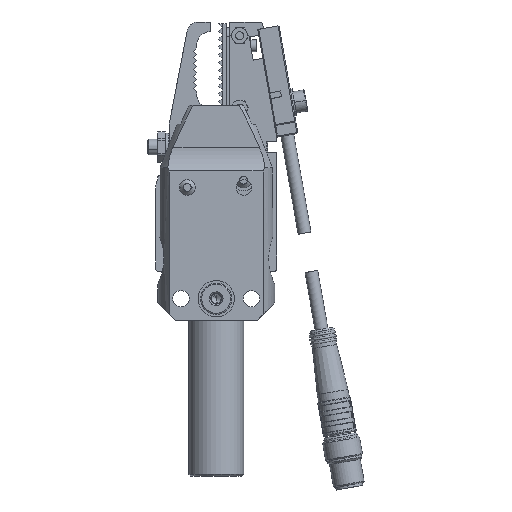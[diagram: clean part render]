
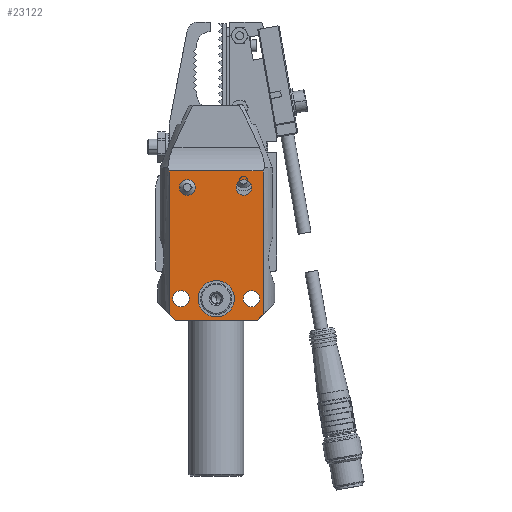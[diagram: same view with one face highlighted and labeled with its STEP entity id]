
A CAD part, front view. The second image highlights one B-rep face of the part: STEP entity #23122.
In plain terms, the highlighted face is planar.
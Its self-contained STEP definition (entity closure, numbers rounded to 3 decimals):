
#3356 = CARTESIAN_POINT ( 'NONE',  ( -9., 9., 49.5 ) ) ;
#3357 = DIRECTION ( 'NONE',  ( 0., -1., 0. ) ) ;
#3358 = DIRECTION ( 'NONE',  ( 0., 0., -1. ) ) ;
#3364 = CARTESIAN_POINT ( 'NONE',  ( -9., 9., 49.5 ) ) ;
#3365 = DIRECTION ( 'NONE',  ( 0., -1., 0. ) ) ;
#3366 = DIRECTION ( 'NONE',  ( 0., 0., -1. ) ) ;
#3372 = DIRECTION ( 'NONE',  ( 0., 0., 1. ) ) ;
#3374 = CARTESIAN_POINT ( 'NONE',  ( -12., 9., 95. ) ) ;
#3378 = DIRECTION ( 'NONE',  ( 1., 0., 0. ) ) ;
#3379 = CARTESIAN_POINT ( 'NONE',  ( 15.001, 9., 55. ) ) ;
#3393 = DIRECTION ( 'NONE',  ( -0.707, 0., 0.707 ) ) ;
#3413 = CARTESIAN_POINT ( 'NONE',  ( -15., 9., 50.5 ) ) ;
#3414 = CARTESIAN_POINT ( 'NONE',  ( 15., 9., 50.5 ) ) ;
#3415 = CARTESIAN_POINT ( 'NONE',  ( 7.1, 9., 21. ) ) ;
#3416 = DIRECTION ( 'NONE',  ( 0., -1., 0. ) ) ;
#3417 = DIRECTION ( 'NONE',  ( 0., 0., -1. ) ) ;
#3418 = DIRECTION ( 'NONE',  ( -0.707, 0., -0.707 ) ) ;
#3421 = CARTESIAN_POINT ( 'NONE',  ( 9., 9., 49.5 ) ) ;
#3422 = DIRECTION ( 'NONE',  ( 0., -1., 0. ) ) ;
#3423 = DIRECTION ( 'NONE',  ( 0., 0., -1. ) ) ;
#3450 = CARTESIAN_POINT ( 'NONE',  ( 9., 9., 49.5 ) ) ;
#3451 = DIRECTION ( 'NONE',  ( 0., -1., 0. ) ) ;
#3452 = DIRECTION ( 'NONE',  ( 0., 0., -1. ) ) ;
#3493 = DIRECTION ( 'NONE',  ( 0., 0., 1. ) ) ;
#3524 = CARTESIAN_POINT ( 'NONE',  ( 12., 9., 95. ) ) ;
#3528 = CARTESIAN_POINT ( 'NONE',  ( 15.001, 9., 16.8 ) ) ;
#3529 = DIRECTION ( 'NONE',  ( -1., 0., 0. ) ) ;
#3537 = CARTESIAN_POINT ( 'NONE',  ( 0., 9., 49.5 ) ) ;
#3538 = DIRECTION ( 'NONE',  ( 0., -1., 0. ) ) ;
#3539 = DIRECTION ( 'NONE',  ( 0., 0., -1. ) ) ;
#3542 = CARTESIAN_POINT ( 'NONE',  ( -7.4, 9., 21. ) ) ;
#3543 = DIRECTION ( 'NONE',  ( 0., -1., 0. ) ) ;
#3544 = DIRECTION ( 'NONE',  ( 0., 0., -1. ) ) ;
#3925 = CARTESIAN_POINT ( 'NONE',  ( 7.1, 9., 21. ) ) ;
#3926 = DIRECTION ( 'NONE',  ( 0., -1., 0. ) ) ;
#3927 = DIRECTION ( 'NONE',  ( 0., 0., -1. ) ) ;
#7795 = CARTESIAN_POINT ( 'NONE',  ( 9., 9., 51.6 ) ) ;
#7961 = CARTESIAN_POINT ( 'NONE',  ( -12., 9., 16.8 ) ) ;
#8118 = CARTESIAN_POINT ( 'NONE',  ( 7.1, 9., 19. ) ) ;
#8222 = CARTESIAN_POINT ( 'NONE',  ( -7.4, 9., 23. ) ) ;
#8298 = CARTESIAN_POINT ( 'NONE',  ( -10.5, 9., 55. ) ) ;
#8417 = CARTESIAN_POINT ( 'NONE',  ( 12., 9., 16.8 ) ) ;
#8530 = CARTESIAN_POINT ( 'NONE',  ( -7.4, 9., 19. ) ) ;
#8666 = CARTESIAN_POINT ( 'NONE',  ( 0., 9., 44.85 ) ) ;
#8684 = CARTESIAN_POINT ( 'NONE',  ( 10.5, 9., 55. ) ) ;
#8723 = CARTESIAN_POINT ( 'NONE',  ( -9., 9., 47.4 ) ) ;
#8864 = CARTESIAN_POINT ( 'NONE',  ( 9., 9., 47.4 ) ) ;
#8913 = CARTESIAN_POINT ( 'NONE',  ( -9., 9., 51.6 ) ) ;
#8934 = CARTESIAN_POINT ( 'NONE',  ( 0., 9., 54.15 ) ) ;
#8976 = CARTESIAN_POINT ( 'NONE',  ( 12., 9., 53.5 ) ) ;
#9036 = CARTESIAN_POINT ( 'NONE',  ( 7.1, 9., 23. ) ) ;
#9090 = CARTESIAN_POINT ( 'NONE',  ( -12., 9., 53.5 ) ) ;
#18265 = CIRCLE ( 'NONE', #49210, 2.1 ) ;
#18269 = CIRCLE ( 'NONE', #49211, 2.1 ) ;
#18275 = LINE ( 'NONE', #3374, #18281 ) ;
#18280 = LINE ( 'NONE', #3379, #18284 ) ;
#18281 = VECTOR ( 'NONE', #3372, 1000. ) ;
#18284 = VECTOR ( 'NONE', #3378, 1000. ) ;
#18289 = CIRCLE ( 'NONE', #49218, 2. ) ;
#18291 = LINE ( 'NONE', #3414, #18294 ) ;
#18292 = LINE ( 'NONE', #3413, #18296 ) ;
#18293 = CIRCLE ( 'NONE', #49219, 2.1 ) ;
#18294 = VECTOR ( 'NONE', #3393, 1000. ) ;
#18296 = VECTOR ( 'NONE', #3418, 1000. ) ;
#18298 = CIRCLE ( 'NONE', #49221, 2.1 ) ;
#18322 = LINE ( 'NONE', #3524, #18328 ) ;
#18327 = LINE ( 'NONE', #3528, #18330 ) ;
#18328 = VECTOR ( 'NONE', #3493, 1000. ) ;
#18330 = VECTOR ( 'NONE', #3529, 1000. ) ;
#18331 = CIRCLE ( 'NONE', #49227, 4.65 ) ;
#18332 = CIRCLE ( 'NONE', #49228, 2. ) ;
#18425 = CIRCLE ( 'NONE', #49251, 2. ) ;
#18562 = CIRCLE ( 'NONE', #49293, 4.65 ) ;
#18563 = CIRCLE ( 'NONE', #49294, 2. ) ;
#19724 = CARTESIAN_POINT ( 'NONE',  ( 0., 9., 49.5 ) ) ;
#19725 = DIRECTION ( 'NONE',  ( 0., -1., 0. ) ) ;
#19726 = DIRECTION ( 'NONE',  ( 0., 0., -1. ) ) ;
#19728 = CARTESIAN_POINT ( 'NONE',  ( -7.4, 9., 21. ) ) ;
#19729 = DIRECTION ( 'NONE',  ( 0., -1., 0. ) ) ;
#19730 = DIRECTION ( 'NONE',  ( 0., 0., -1. ) ) ;
#21891 = ORIENTED_EDGE ( 'NONE', *, *, #25778, .T. ) ;
#21892 = ORIENTED_EDGE ( 'NONE', *, *, #25790, .T. ) ;
#21893 = ORIENTED_EDGE ( 'NONE', *, *, #25735, .T. ) ;
#21894 = ORIENTED_EDGE ( 'NONE', *, *, #25743, .T. ) ;
#21895 = ORIENTED_EDGE ( 'NONE', *, *, #25772, .T. ) ;
#21896 = ORIENTED_EDGE ( 'NONE', *, *, #25984, .T. ) ;
#21897 = ORIENTED_EDGE ( 'NONE', *, *, #25834, .T. ) ;
#21898 = ORIENTED_EDGE ( 'NONE', *, *, #26238, .T. ) ;
#21899 = ORIENTED_EDGE ( 'NONE', *, *, #26236, .T. ) ;
#21900 = ORIENTED_EDGE ( 'NONE', *, *, #25831, .T. ) ;
#21901 = ORIENTED_EDGE ( 'NONE', *, *, #25753, .T. ) ;
#21902 = ORIENTED_EDGE ( 'NONE', *, *, #25775, .F. ) ;
#21903 = ORIENTED_EDGE ( 'NONE', *, *, #25757, .T. ) ;
#21904 = ORIENTED_EDGE ( 'NONE', *, *, #25774, .F. ) ;
#21905 = ORIENTED_EDGE ( 'NONE', *, *, #25823, .F. ) ;
#21906 = ORIENTED_EDGE ( 'NONE', *, *, #25825, .T. ) ;
#23122 = ADVANCED_FACE ( 'NONE', ( #38416, #38421, #38415, #38413, #38419, #38422 ), #32001, .T. ) ;
#25735 = EDGE_CURVE ( 'NONE', #42866, #43564, #18265, .T. ) ;
#25743 = EDGE_CURVE ( 'NONE', #43564, #42866, #18269, .T. ) ;
#25753 = EDGE_CURVE ( 'NONE', #42499, #43800, #18275, .T. ) ;
#25757 = EDGE_CURVE ( 'NONE', #42629, #42842, #18280, .T. ) ;
#25772 = EDGE_CURVE ( 'NONE', #42560, #43713, #18289, .T. ) ;
#25774 = EDGE_CURVE ( 'NONE', #43639, #42842, #18291, .T. ) ;
#25775 = EDGE_CURVE ( 'NONE', #42629, #43800, #18292, .T. ) ;
#25778 = EDGE_CURVE ( 'NONE', #43504, #42426, #18293, .T. ) ;
#25790 = EDGE_CURVE ( 'NONE', #42426, #43504, #18298, .T. ) ;
#25823 = EDGE_CURVE ( 'NONE', #42675, #43639, #18322, .T. ) ;
#25825 = EDGE_CURVE ( 'NONE', #42675, #42499, #18327, .T. ) ;
#25831 = EDGE_CURVE ( 'NONE', #42829, #43590, #18331, .T. ) ;
#25834 = EDGE_CURVE ( 'NONE', #42732, #42600, #18332, .T. ) ;
#25984 = EDGE_CURVE ( 'NONE', #43713, #42560, #18425, .T. ) ;
#26236 = EDGE_CURVE ( 'NONE', #43590, #42829, #18562, .T. ) ;
#26238 = EDGE_CURVE ( 'NONE', #42600, #42732, #18563, .T. ) ;
#30469 = AXIS2_PLACEMENT_3D ( 'NONE', #32003, #32000, #32004 ) ;
#32000 = DIRECTION ( 'NONE',  ( 0., 1., 0. ) ) ;
#32001 = PLANE ( 'NONE',  #30469 ) ;
#32003 = CARTESIAN_POINT ( 'NONE',  ( 15.001, 9., 0. ) ) ;
#32004 = DIRECTION ( 'NONE',  ( 0., 0., 1. ) ) ;
#38413 = FACE_BOUND ( 'NONE', #41987, .T. ) ;
#38415 = FACE_BOUND ( 'NONE', #41990, .T. ) ;
#38416 = FACE_BOUND ( 'NONE', #41985, .T. ) ;
#38419 = FACE_BOUND ( 'NONE', #41993, .T. ) ;
#38421 = FACE_BOUND ( 'NONE', #41989, .T. ) ;
#38422 = FACE_OUTER_BOUND ( 'NONE', #41994, .T. ) ;
#41985 = EDGE_LOOP ( 'NONE', ( #21891, #21892 ) ) ;
#41987 = EDGE_LOOP ( 'NONE', ( #21897, #21898 ) ) ;
#41989 = EDGE_LOOP ( 'NONE', ( #21893, #21894 ) ) ;
#41990 = EDGE_LOOP ( 'NONE', ( #21895, #21896 ) ) ;
#41993 = EDGE_LOOP ( 'NONE', ( #21899, #21900 ) ) ;
#41994 = EDGE_LOOP ( 'NONE', ( #21901, #21902, #21903, #21904, #21905, #21906 ) ) ;
#42426 = VERTEX_POINT ( 'NONE', #7795 ) ;
#42499 = VERTEX_POINT ( 'NONE', #7961 ) ;
#42560 = VERTEX_POINT ( 'NONE', #8118 ) ;
#42600 = VERTEX_POINT ( 'NONE', #8222 ) ;
#42629 = VERTEX_POINT ( 'NONE', #8298 ) ;
#42675 = VERTEX_POINT ( 'NONE', #8417 ) ;
#42732 = VERTEX_POINT ( 'NONE', #8530 ) ;
#42829 = VERTEX_POINT ( 'NONE', #8666 ) ;
#42842 = VERTEX_POINT ( 'NONE', #8684 ) ;
#42866 = VERTEX_POINT ( 'NONE', #8723 ) ;
#43504 = VERTEX_POINT ( 'NONE', #8864 ) ;
#43564 = VERTEX_POINT ( 'NONE', #8913 ) ;
#43590 = VERTEX_POINT ( 'NONE', #8934 ) ;
#43639 = VERTEX_POINT ( 'NONE', #8976 ) ;
#43713 = VERTEX_POINT ( 'NONE', #9036 ) ;
#43800 = VERTEX_POINT ( 'NONE', #9090 ) ;
#49210 = AXIS2_PLACEMENT_3D ( 'NONE', #3356, #3357, #3358 ) ;
#49211 = AXIS2_PLACEMENT_3D ( 'NONE', #3364, #3365, #3366 ) ;
#49218 = AXIS2_PLACEMENT_3D ( 'NONE', #3415, #3416, #3417 ) ;
#49219 = AXIS2_PLACEMENT_3D ( 'NONE', #3421, #3422, #3423 ) ;
#49221 = AXIS2_PLACEMENT_3D ( 'NONE', #3450, #3451, #3452 ) ;
#49227 = AXIS2_PLACEMENT_3D ( 'NONE', #3537, #3538, #3539 ) ;
#49228 = AXIS2_PLACEMENT_3D ( 'NONE', #3542, #3543, #3544 ) ;
#49251 = AXIS2_PLACEMENT_3D ( 'NONE', #3925, #3926, #3927 ) ;
#49293 = AXIS2_PLACEMENT_3D ( 'NONE', #19724, #19725, #19726 ) ;
#49294 = AXIS2_PLACEMENT_3D ( 'NONE', #19728, #19729, #19730 ) ;
